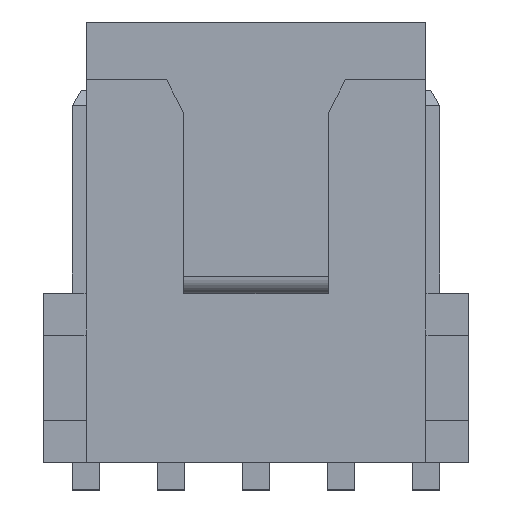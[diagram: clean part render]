
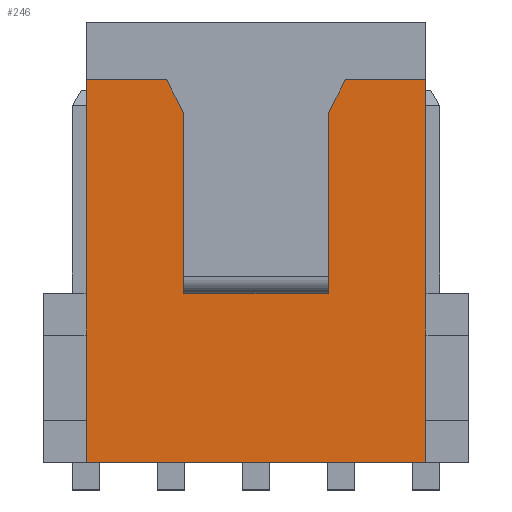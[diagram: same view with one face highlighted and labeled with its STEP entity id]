
A CAD part, top view. The second image highlights one B-rep face of the part: STEP entity #246.
In plain terms, the highlighted planar face has unit normal (0, 0, 1).
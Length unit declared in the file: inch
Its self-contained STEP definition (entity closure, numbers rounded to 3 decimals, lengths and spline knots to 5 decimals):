
#246 = ADVANCED_FACE( '', ( #545 ), #546, .T. );
#545 = FACE_OUTER_BOUND( '', #1120, .T. );
#546 = PLANE( '', #1121 );
#1120 = EDGE_LOOP( '', ( #1767, #1768, #1769, #1770, #1771, #1772, #1773, #1774, #1775, #1776 ) );
#1121 = AXIS2_PLACEMENT_3D( '', #1777, #1778, #1779 );
#1767 = ORIENTED_EDGE( '', *, *, #4113, .T. );
#1768 = ORIENTED_EDGE( '', *, *, #4114, .T. );
#1769 = ORIENTED_EDGE( '', *, *, #4115, .T. );
#1770 = ORIENTED_EDGE( '', *, *, #4116, .T. );
#1771 = ORIENTED_EDGE( '', *, *, #4100, .F. );
#1772 = ORIENTED_EDGE( '', *, *, #4117, .F. );
#1773 = ORIENTED_EDGE( '', *, *, #4118, .T. );
#1774 = ORIENTED_EDGE( '', *, *, #4119, .T. );
#1775 = ORIENTED_EDGE( '', *, *, #4120, .T. );
#1776 = ORIENTED_EDGE( '', *, *, #4074, .T. );
#1777 = CARTESIAN_POINT( '', ( 0.1, 0.005, 0.1 ) );
#1778 = DIRECTION( '', ( 0., 0., 1. ) );
#1779 = DIRECTION( '', ( 1., 0., 0. ) );
#4074 = EDGE_CURVE( '', #4877, #4875, #4878, .T. );
#4100 = EDGE_CURVE( '', #4927, #4929, #4930, .T. );
#4113 = EDGE_CURVE( '', #4875, #4953, #4954, .T. );
#4114 = EDGE_CURVE( '', #4953, #4955, #4956, .T. );
#4115 = EDGE_CURVE( '', #4955, #4957, #4958, .T. );
#4116 = EDGE_CURVE( '', #4957, #4929, #4959, .T. );
#4117 = EDGE_CURVE( '', #4960, #4927, #4961, .T. );
#4118 = EDGE_CURVE( '', #4960, #4962, #4963, .T. );
#4119 = EDGE_CURVE( '', #4962, #4964, #4965, .T. );
#4120 = EDGE_CURVE( '', #4964, #4877, #4966, .T. );
#4875 = VERTEX_POINT( '', #6164 );
#4877 = VERTEX_POINT( '', #6167 );
#4878 = LINE( '', #6168, #6169 );
#4927 = VERTEX_POINT( '', #6242 );
#4929 = VERTEX_POINT( '', #6245 );
#4930 = LINE( '', #6246, #6247 );
#4953 = VERTEX_POINT( '', #6282 );
#4954 = LINE( '', #6283, #6284 );
#4955 = VERTEX_POINT( '', #6285 );
#4956 = LINE( '', #6286, #6287 );
#4957 = VERTEX_POINT( '', #6288 );
#4958 = LINE( '', #6289, #6290 );
#4959 = LINE( '', #6291, #6292 );
#4960 = VERTEX_POINT( '', #6293 );
#4961 = LINE( '', #6294, #6295 );
#4962 = VERTEX_POINT( '', #6296 );
#4963 = LINE( '', #6297, #6298 );
#4964 = VERTEX_POINT( '', #6299 );
#4965 = LINE( '', #6300, #6301 );
#4966 = LINE( '', #6302, #6303 );
#6164 = CARTESIAN_POINT( '', ( -0.0425, 0.099, 0.1 ) );
#6167 = CARTESIAN_POINT( '', ( 0.0425, 0.099, 0.1 ) );
#6168 = CARTESIAN_POINT( '', ( 0.1, 0.099, 0.1 ) );
#6169 = VECTOR( '', #8050, 39.37008 );
#6242 = CARTESIAN_POINT( '', ( 0.1, 0., 0.1 ) );
#6245 = CARTESIAN_POINT( '', ( -0.1, 0., 0.1 ) );
#6246 = CARTESIAN_POINT( '', ( 0.1, 0., 0.1 ) );
#6247 = VECTOR( '', #8076, 39.37008 );
#6282 = CARTESIAN_POINT( '', ( -0.0425, 0.205, 0.1 ) );
#6283 = CARTESIAN_POINT( '', ( -0.0425, 0.005, 0.1 ) );
#6284 = VECTOR( '', #8089, 39.37008 );
#6285 = CARTESIAN_POINT( '', ( -0.0525, 0.225, 0.1 ) );
#6286 = CARTESIAN_POINT( '', ( 0.066, -0.012, 0.1 ) );
#6287 = VECTOR( '', #8090, 39.37008 );
#6288 = CARTESIAN_POINT( '', ( -0.1, 0.225, 0.1 ) );
#6289 = CARTESIAN_POINT( '', ( 0.1, 0.225, 0.1 ) );
#6290 = VECTOR( '', #8091, 39.37008 );
#6291 = CARTESIAN_POINT( '', ( -0.1, 0.005, 0.1 ) );
#6292 = VECTOR( '', #8092, 39.37008 );
#6293 = CARTESIAN_POINT( '', ( 0.1, 0.225, 0.1 ) );
#6294 = CARTESIAN_POINT( '', ( 0.1, 0.005, 0.1 ) );
#6295 = VECTOR( '', #8093, 39.37008 );
#6296 = CARTESIAN_POINT( '', ( 0.0525, 0.225, 0.1 ) );
#6297 = CARTESIAN_POINT( '', ( 0.1, 0.225, 0.1 ) );
#6298 = VECTOR( '', #8094, 39.37008 );
#6299 = CARTESIAN_POINT( '', ( 0.0425, 0.205, 0.1 ) );
#6300 = CARTESIAN_POINT( '', ( -0.026, 0.068, 0.1 ) );
#6301 = VECTOR( '', #8095, 39.37008 );
#6302 = CARTESIAN_POINT( '', ( 0.0425, 0.005, 0.1 ) );
#6303 = VECTOR( '', #8096, 39.37008 );
#8050 = DIRECTION( '', ( -1., 0., 0. ) );
#8076 = DIRECTION( '', ( -1., 0., 0. ) );
#8089 = DIRECTION( '', ( 0., 1., 0. ) );
#8090 = DIRECTION( '', ( -0.447, 0.894, 0. ) );
#8091 = DIRECTION( '', ( -1., 0., 0. ) );
#8092 = DIRECTION( '', ( 0., -1., 0. ) );
#8093 = DIRECTION( '', ( 0., -1., 0. ) );
#8094 = DIRECTION( '', ( -1., 0., 0. ) );
#8095 = DIRECTION( '', ( -0.447, -0.894, 0. ) );
#8096 = DIRECTION( '', ( 0., -1., 0. ) );
